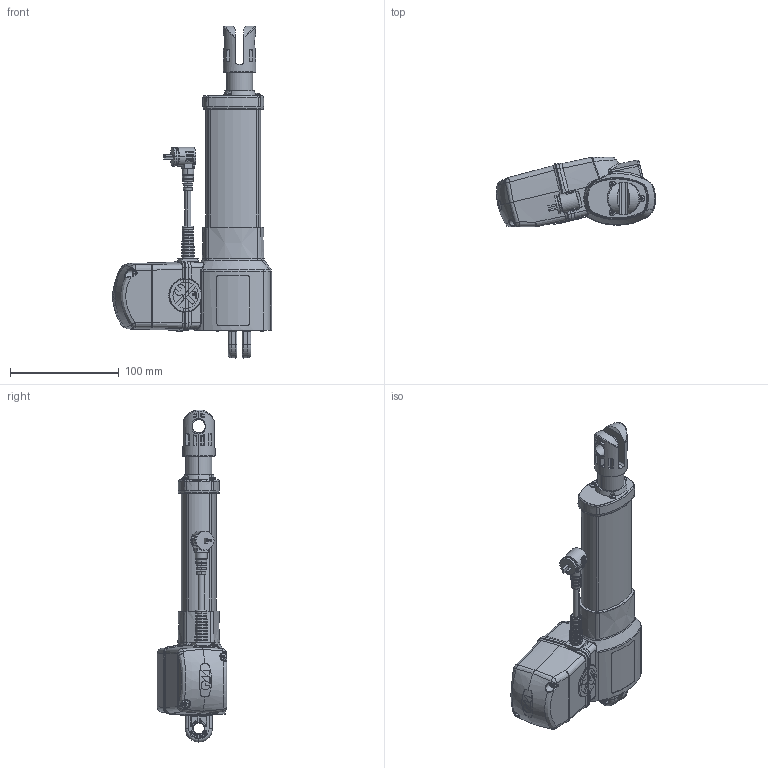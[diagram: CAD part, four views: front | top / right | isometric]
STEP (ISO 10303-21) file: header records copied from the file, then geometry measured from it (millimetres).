
FILE_DESCRIPTION (( 'STEP AP203' ), '1' );
FILE_NAME ('Megamat XS.STEP', '2013-01-29T06:53:16', ( 'admin' ), ( 'Hewlett-Packard Company' ), 'SwSTEP 2.0', 'SolidWorks 2012', '' );
FILE_SCHEMA (( 'CONFIG_CONTROL_DESIGN' ));
Length unit declared in the file: millimetre
Products named in the file (1): Megamat XS
Bounding box: 146.55 x 64.04 x 305.48 mm (x, y, z)
Volume: 705544.1 mm3; surface area: 77505.5 mm2
Topology: 1 solids, 2 shells, 1931 faces, 4944 edges, 3126 vertices
Faces by surface type: plane 787, bspline 465, cylinder 268, cone 198, torus 112, sphere 101
Entity records: 86276 total; most frequent: CARTESIAN_POINT 43363, ORIENTED_EDGE 9864, DIRECTION 7486, EDGE_CURVE 4932, VERTEX_POINT 3126, AXIS2_PLACEMENT_3D 2699, LINE 2088, VECTOR 2088
